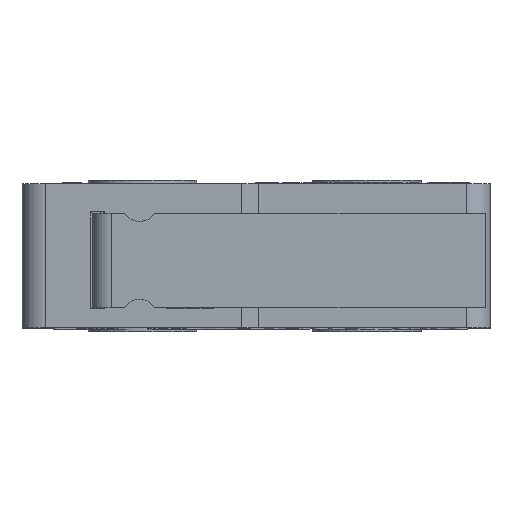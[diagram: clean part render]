
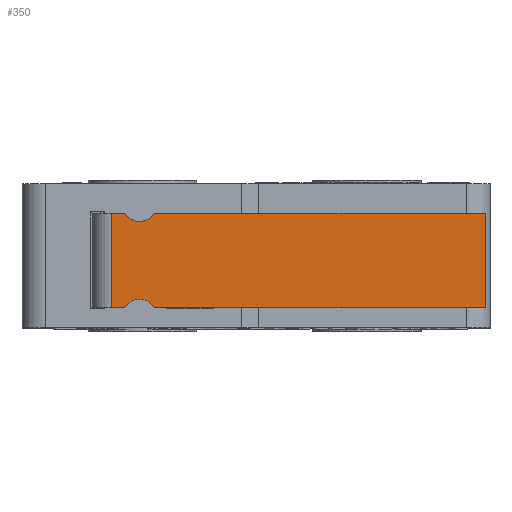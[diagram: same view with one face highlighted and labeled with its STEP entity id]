
A CAD part, top view. The second image highlights one B-rep face of the part: STEP entity #350.
In plain terms, the highlighted planar face has unit normal (-0.013, 0, 1).
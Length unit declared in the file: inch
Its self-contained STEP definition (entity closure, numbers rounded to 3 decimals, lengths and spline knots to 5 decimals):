
#162=CARTESIAN_POINT('',(0.02003,-0.04921,0.34569));
#163=VERTEX_POINT('',#162);
#179=CARTESIAN_POINT('',(-0.02992,-0.04921,0.34503));
#180=VERTEX_POINT('',#179);
#187=CARTESIAN_POINT('',(-0.00495,-0.03346,0.34536));
#188=DIRECTION('',(0.013,0.,-1.));
#189=DIRECTION('',(-1.,0.,-0.013));
#190=AXIS2_PLACEMENT_3D('',#187,#188,#189);
#191=CIRCLE('',#190,0.02953);
#192=EDGE_CURVE('',#163,#180,#191,.T.);
#202=CARTESIAN_POINT('',(0.02003,-0.20669,0.34569));
#203=VERTEX_POINT('',#202);
#212=CARTESIAN_POINT('',(-0.02992,-0.20669,0.34503));
#213=VERTEX_POINT('',#212);
#214=CARTESIAN_POINT('',(-0.00495,-0.22244,0.34536));
#215=DIRECTION('',(0.013,0.,-1.));
#216=DIRECTION('',(-1.,0.,-0.013));
#217=AXIS2_PLACEMENT_3D('',#214,#215,#216);
#218=CIRCLE('',#217,0.02953);
#219=EDGE_CURVE('',#213,#203,#218,.T.);
#286=CARTESIAN_POINT('',(-0.05219,-0.04921,0.34474));
#287=VERTEX_POINT('',#286);
#295=CARTESIAN_POINT('',(-0.02992,-0.04921,0.34503));
#296=DIRECTION('',(-1.,0.0,-0.013));
#297=VECTOR('',#296,0.02227);
#298=LINE('',#295,#297);
#299=EDGE_CURVE('',#180,#287,#298,.T.);
#304=CARTESIAN_POINT('',(-0.08335,-0.21457,0.34433));
#305=DIRECTION('',(-0.013,0.,1.));
#306=DIRECTION('',(1.,0.0,0.013));
#307=AXIS2_PLACEMENT_3D('',#304,#305,#306);
#308=PLANE('',#307);
#309=ORIENTED_EDGE('',*,*,#192,.T.);
#310=ORIENTED_EDGE('',*,*,#299,.T.);
#311=CARTESIAN_POINT('',(-0.05219,-0.20669,0.34474));
#312=VERTEX_POINT('',#311);
#313=CARTESIAN_POINT('',(-0.05219,-0.20669,0.34474));
#314=DIRECTION('',(0.0,1.0,0.0));
#315=VECTOR('',#314,0.15748);
#316=LINE('',#313,#315);
#317=EDGE_CURVE('',#312,#287,#316,.T.);
#318=ORIENTED_EDGE('',*,*,#317,.F.);
#319=CARTESIAN_POINT('',(-0.05219,-0.20669,0.34474));
#320=DIRECTION('',(1.,0.0,0.013));
#321=VECTOR('',#320,0.02227);
#322=LINE('',#319,#321);
#323=EDGE_CURVE('',#312,#213,#322,.T.);
#324=ORIENTED_EDGE('',*,*,#323,.T.);
#325=ORIENTED_EDGE('',*,*,#219,.T.);
#326=CARTESIAN_POINT('',(0.57099,-0.20669,0.35295));
#327=VERTEX_POINT('',#326);
#328=CARTESIAN_POINT('',(0.02003,-0.20669,0.34569));
#329=DIRECTION('',(1.,0.,0.013));
#330=VECTOR('',#329,0.55101);
#331=LINE('',#328,#330);
#332=EDGE_CURVE('',#203,#327,#331,.T.);
#333=ORIENTED_EDGE('',*,*,#332,.T.);
#334=CARTESIAN_POINT('',(0.57099,-0.04921,0.35295));
#335=VERTEX_POINT('',#334);
#336=CARTESIAN_POINT('',(0.57099,-0.04921,0.35295));
#337=DIRECTION('',(0.0,-1.0,0.0));
#338=VECTOR('',#337,0.15748);
#339=LINE('',#336,#338);
#340=EDGE_CURVE('',#335,#327,#339,.T.);
#341=ORIENTED_EDGE('',*,*,#340,.F.);
#342=CARTESIAN_POINT('',(0.57099,-0.04921,0.35295));
#343=DIRECTION('',(-1.,0.,-0.013));
#344=VECTOR('',#343,0.55101);
#345=LINE('',#342,#344);
#346=EDGE_CURVE('',#335,#163,#345,.T.);
#347=ORIENTED_EDGE('',*,*,#346,.T.);
#348=EDGE_LOOP('',(#309,#310,#318,#324,#325,#333,#341,#347));
#349=FACE_OUTER_BOUND('',#348,.T.);
#350=ADVANCED_FACE('',(#349),#308,.T.);
